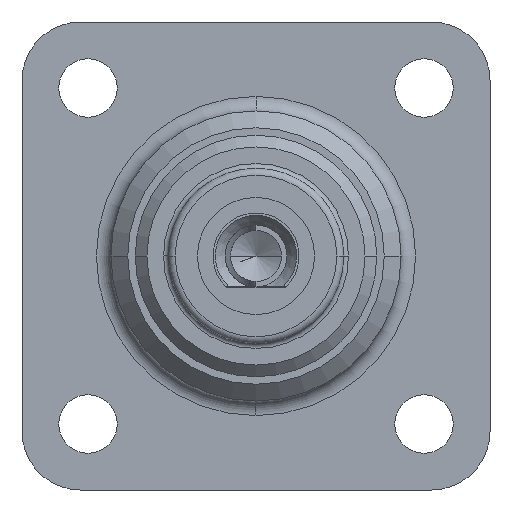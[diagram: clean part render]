
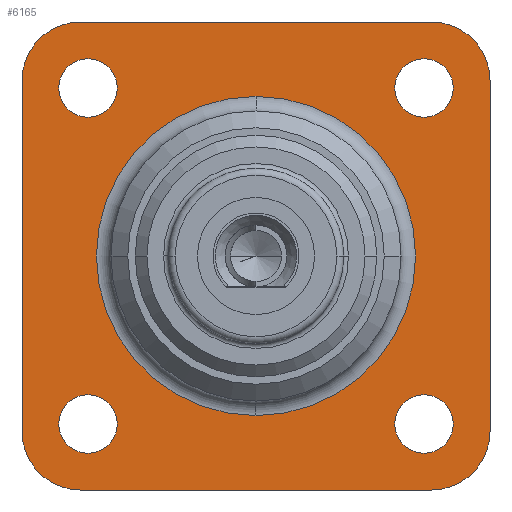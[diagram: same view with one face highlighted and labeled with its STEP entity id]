
A CAD part, left-side view. The second image highlights one B-rep face of the part: STEP entity #6165.
In plain terms, the highlighted planar face has unit normal (-1, 0, 0).
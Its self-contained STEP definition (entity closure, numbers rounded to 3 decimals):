
#1=DIRECTION('',(0.,1.,0.));
#2=VECTOR('',#1,19.05);
#3=CARTESIAN_POINT('',(0.,-9.525,-12.7));
#4=LINE('',#3,#2);
#5=DIRECTION('',(0.,0.,1.));
#6=VECTOR('',#5,19.05);
#7=CARTESIAN_POINT('',(0.,12.7,-9.525));
#8=LINE('',#7,#6);
#9=DIRECTION('',(0.,-1.,0.));
#10=VECTOR('',#9,19.05);
#11=CARTESIAN_POINT('',(0.,9.525,12.7));
#12=LINE('',#11,#10);
#13=DIRECTION('',(0.,0.,-1.));
#14=VECTOR('',#13,19.05);
#15=CARTESIAN_POINT('',(0.,-12.7,9.525));
#16=LINE('',#15,#14);
#17=CARTESIAN_POINT('',(0.,9.119,-9.119));
#18=DIRECTION('',(1.,0.,0.));
#19=DIRECTION('',(0.,0.,-1.));
#20=AXIS2_PLACEMENT_3D('',#17,#18,#19);
#22=CARTESIAN_POINT('',(0.,9.119,-9.119));
#23=DIRECTION('',(1.,0.,0.));
#24=DIRECTION('',(0.,0.,1.));
#25=AXIS2_PLACEMENT_3D('',#22,#23,#24);
#27=CARTESIAN_POINT('',(0.,9.119,9.119));
#28=DIRECTION('',(1.,0.,0.));
#29=DIRECTION('',(0.,0.,-1.));
#30=AXIS2_PLACEMENT_3D('',#27,#28,#29);
#32=CARTESIAN_POINT('',(0.,9.119,9.119));
#33=DIRECTION('',(1.,0.,0.));
#34=DIRECTION('',(0.,0.,1.));
#35=AXIS2_PLACEMENT_3D('',#32,#33,#34);
#37=CARTESIAN_POINT('',(0.,-9.119,9.119));
#38=DIRECTION('',(1.,0.,0.));
#39=DIRECTION('',(0.,0.,-1.));
#40=AXIS2_PLACEMENT_3D('',#37,#38,#39);
#42=CARTESIAN_POINT('',(0.,-9.119,9.119));
#43=DIRECTION('',(1.,0.,0.));
#44=DIRECTION('',(0.,0.,1.));
#45=AXIS2_PLACEMENT_3D('',#42,#43,#44);
#47=CARTESIAN_POINT('',(0.,-9.119,-9.119));
#48=DIRECTION('',(1.,0.,0.));
#49=DIRECTION('',(0.,0.,-1.));
#50=AXIS2_PLACEMENT_3D('',#47,#48,#49);
#52=CARTESIAN_POINT('',(0.,-9.119,-9.119));
#53=DIRECTION('',(1.,0.,0.));
#54=DIRECTION('',(0.,0.,1.));
#55=AXIS2_PLACEMENT_3D('',#52,#53,#54);
#70=CARTESIAN_POINT('',(0.,-9.525,-9.525));
#71=DIRECTION('',(-1.,0.,0.));
#72=DIRECTION('',(0.,0.,-1.));
#73=AXIS2_PLACEMENT_3D('',#70,#71,#72);
#88=CARTESIAN_POINT('',(0.,-9.525,9.525));
#89=DIRECTION('',(-1.,0.,0.));
#90=DIRECTION('',(0.,-1.,0.));
#91=AXIS2_PLACEMENT_3D('',#88,#89,#90);
#97=CARTESIAN_POINT('',(0.,9.525,9.525));
#98=DIRECTION('',(-1.,0.,0.));
#99=DIRECTION('',(0.,0.,1.));
#100=AXIS2_PLACEMENT_3D('',#97,#98,#99);
#115=CARTESIAN_POINT('',(0.,9.525,-9.525));
#116=DIRECTION('',(-1.,0.,0.));
#117=DIRECTION('',(0.,1.,0.));
#118=AXIS2_PLACEMENT_3D('',#115,#116,#117);
#4890=CARTESIAN_POINT('',(0.,0.,0.));
#4891=DIRECTION('',(-1.,0.,0.));
#4892=DIRECTION('',(0.,0.,1.));
#4893=AXIS2_PLACEMENT_3D('',#4890,#4891,#4892);
#4905=CARTESIAN_POINT('',(0.,0.,0.));
#4906=DIRECTION('',(-1.,0.,0.));
#4907=DIRECTION('',(0.,0.,-1.));
#4908=AXIS2_PLACEMENT_3D('',#4905,#4906,#4907);
#5366=CARTESIAN_POINT('',(0.,9.525,12.7));
#5368=VERTEX_POINT('',#5366);
#5369=CARTESIAN_POINT('',(0.,12.7,9.525));
#5370=VERTEX_POINT('',#5369);
#5373=CARTESIAN_POINT('',(0.,-9.525,12.7));
#5375=VERTEX_POINT('',#5373);
#5379=CARTESIAN_POINT('',(0.,-12.7,9.525));
#5380=VERTEX_POINT('',#5379);
#5382=CARTESIAN_POINT('',(0.,12.7,-9.525));
#5384=VERTEX_POINT('',#5382);
#5385=CARTESIAN_POINT('',(0.,9.525,-12.7));
#5386=VERTEX_POINT('',#5385);
#5389=CARTESIAN_POINT('',(0.,-12.7,-9.525));
#5391=VERTEX_POINT('',#5389);
#5395=CARTESIAN_POINT('',(0.,-9.525,-12.7));
#5396=VERTEX_POINT('',#5395);
#5405=CARTESIAN_POINT('',(0.,0.,8.661));
#5406=CARTESIAN_POINT('',(0.,0.,-8.661));
#5407=VERTEX_POINT('',#5405);
#5408=VERTEX_POINT('',#5406);
#5413=CARTESIAN_POINT('',(0.,9.119,-10.706));
#5414=CARTESIAN_POINT('',(0.,9.119,-7.531));
#5415=VERTEX_POINT('',#5413);
#5416=VERTEX_POINT('',#5414);
#5417=CARTESIAN_POINT('',(0.,9.119,7.531));
#5418=CARTESIAN_POINT('',(0.,9.119,10.706));
#5419=VERTEX_POINT('',#5417);
#5420=VERTEX_POINT('',#5418);
#5421=CARTESIAN_POINT('',(0.,-9.119,7.531));
#5422=CARTESIAN_POINT('',(0.,-9.119,10.706));
#5423=VERTEX_POINT('',#5421);
#5424=VERTEX_POINT('',#5422);
#5425=CARTESIAN_POINT('',(0.,-9.119,-10.706));
#5426=CARTESIAN_POINT('',(0.,-9.119,-7.531));
#5427=VERTEX_POINT('',#5425);
#5428=VERTEX_POINT('',#5426);
#6112=CARTESIAN_POINT('',(0.,0.,0.));
#6113=DIRECTION('',(1.,0.,0.));
#6114=DIRECTION('',(0.,0.,-1.));
#6115=AXIS2_PLACEMENT_3D('',#6112,#6113,#6114);
#6116=PLANE('',#6115);
#6118=ORIENTED_EDGE('',*,*,#6117,.F.);
#6120=ORIENTED_EDGE('',*,*,#6119,.T.);
#6122=ORIENTED_EDGE('',*,*,#6121,.F.);
#6124=ORIENTED_EDGE('',*,*,#6123,.T.);
#6126=ORIENTED_EDGE('',*,*,#6125,.F.);
#6128=ORIENTED_EDGE('',*,*,#6127,.T.);
#6130=ORIENTED_EDGE('',*,*,#6129,.F.);
#6132=ORIENTED_EDGE('',*,*,#6131,.T.);
#6133=EDGE_LOOP('',(#6118,#6120,#6122,#6124,#6126,#6128,#6130,#6132));
#6134=FACE_OUTER_BOUND('',#6133,.F.);
#6136=ORIENTED_EDGE('',*,*,#6135,.T.);
#6138=ORIENTED_EDGE('',*,*,#6137,.T.);
#6139=EDGE_LOOP('',(#6136,#6138));
#6140=FACE_BOUND('',#6139,.F.);
#6142=ORIENTED_EDGE('',*,*,#6141,.F.);
#6144=ORIENTED_EDGE('',*,*,#6143,.F.);
#6145=EDGE_LOOP('',(#6142,#6144));
#6146=FACE_BOUND('',#6145,.F.);
#6148=ORIENTED_EDGE('',*,*,#6147,.F.);
#6150=ORIENTED_EDGE('',*,*,#6149,.F.);
#6151=EDGE_LOOP('',(#6148,#6150));
#6152=FACE_BOUND('',#6151,.F.);
#6154=ORIENTED_EDGE('',*,*,#6153,.F.);
#6156=ORIENTED_EDGE('',*,*,#6155,.F.);
#6157=EDGE_LOOP('',(#6154,#6156));
#6158=FACE_BOUND('',#6157,.F.);
#6160=ORIENTED_EDGE('',*,*,#6159,.F.);
#6162=ORIENTED_EDGE('',*,*,#6161,.F.);
#6163=EDGE_LOOP('',(#6160,#6162));
#6164=FACE_BOUND('',#6163,.F.);
#6165=ADVANCED_FACE('',(#6134,#6140,#6146,#6152,#6158,#6164),#6116,.F.);
#21=CIRCLE('',#20,1.588);
#26=CIRCLE('',#25,1.588);
#31=CIRCLE('',#30,1.588);
#36=CIRCLE('',#35,1.588);
#41=CIRCLE('',#40,1.588);
#46=CIRCLE('',#45,1.588);
#51=CIRCLE('',#50,1.588);
#56=CIRCLE('',#55,1.588);
#74=CIRCLE('',#73,3.175);
#92=CIRCLE('',#91,3.175);
#101=CIRCLE('',#100,3.175);
#119=CIRCLE('',#118,3.175);
#4894=CIRCLE('',#4893,8.661);
#4909=CIRCLE('',#4908,8.661);
#6117=EDGE_CURVE('',#5396,#5391,#74,.T.);
#6119=EDGE_CURVE('',#5396,#5386,#4,.T.);
#6121=EDGE_CURVE('',#5384,#5386,#119,.T.);
#6123=EDGE_CURVE('',#5384,#5370,#8,.T.);
#6125=EDGE_CURVE('',#5368,#5370,#101,.T.);
#6127=EDGE_CURVE('',#5368,#5375,#12,.T.);
#6129=EDGE_CURVE('',#5380,#5375,#92,.T.);
#6131=EDGE_CURVE('',#5380,#5391,#16,.T.);
#6135=EDGE_CURVE('',#5407,#5408,#4894,.T.);
#6137=EDGE_CURVE('',#5408,#5407,#4909,.T.);
#6141=EDGE_CURVE('',#5415,#5416,#21,.T.);
#6143=EDGE_CURVE('',#5416,#5415,#26,.T.);
#6147=EDGE_CURVE('',#5419,#5420,#31,.T.);
#6149=EDGE_CURVE('',#5420,#5419,#36,.T.);
#6153=EDGE_CURVE('',#5423,#5424,#41,.T.);
#6155=EDGE_CURVE('',#5424,#5423,#46,.T.);
#6159=EDGE_CURVE('',#5427,#5428,#51,.T.);
#6161=EDGE_CURVE('',#5428,#5427,#56,.T.);
